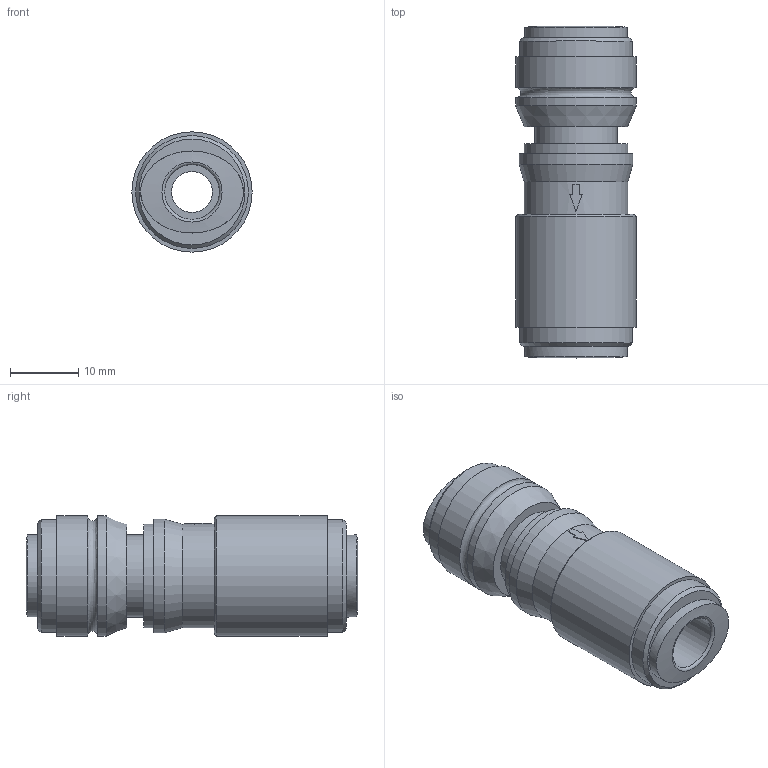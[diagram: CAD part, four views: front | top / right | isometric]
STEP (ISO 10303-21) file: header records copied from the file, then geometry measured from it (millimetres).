
FILE_DESCRIPTION((''),'2;1');
FILE_NAME('Fluidfit Products 3D Ass''HCVU 0808.stp','2011-07-05T11:00:06',('Microsoft'),(''),'Autodesk Inventor 2008','Autodesk Inventor 2008','');
FILE_SCHEMA(('AUTOMOTIVE_DESIGN { 1 0 10303 214 1 1 1 1 }'));
Length unit declared in the file: millimetre
Products named in the file (1): HCVU 0808
Bounding box: 17.6 x 48.55 x 17.6 mm (x, y, z)
Volume: 8113.6 mm3; surface area: 4292.7 mm2
Topology: 1 solids, 1 shells, 42 faces, 79 edges, 48 vertices
Faces by surface type: plane 17, cylinder 13, bspline 5, cone 5, torus 2
Full cylindrical faces by diameter (mm): 6 x1, 8 x2, 12 x1, 15.2 x2, 16.5 x2, 16.6 x1, 17.6 x3
Entity records: 1311 total; most frequent: CARTESIAN_POINT 506, DIRECTION 175, ORIENTED_EDGE 114, AXIS2_PLACEMENT_3D 82, EDGE_LOOP 75, EDGE_CURVE 57, VERTEX_POINT 48, FACE_OUTER_BOUND 42
